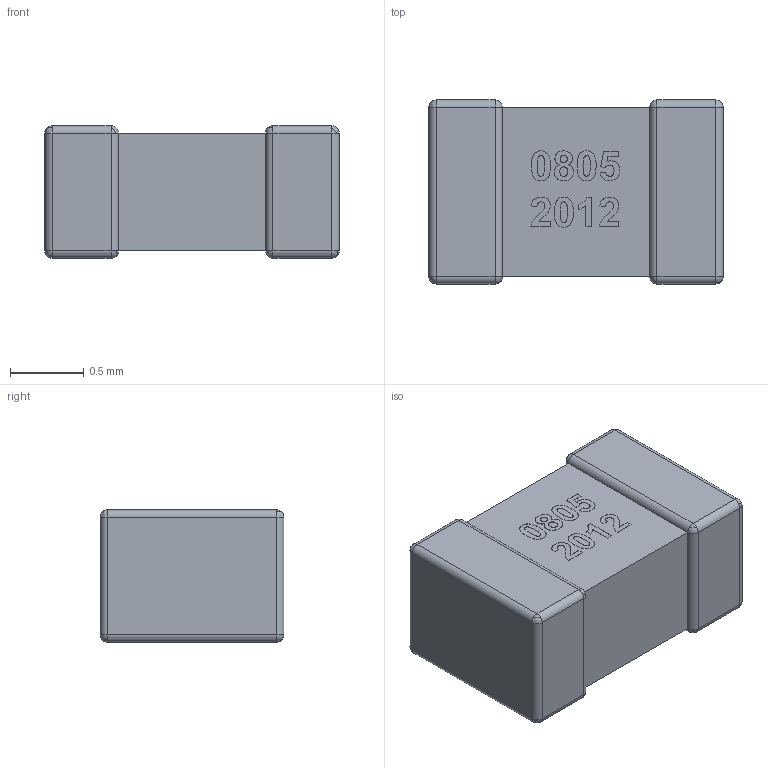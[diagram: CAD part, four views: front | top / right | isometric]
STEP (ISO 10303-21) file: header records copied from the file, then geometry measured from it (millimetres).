
FILE_DESCRIPTION(('FreeCAD Model'),'2;1');
FILE_NAME('Cap_0805_2012.step','2016-02-15T14:30:07',('Author'),(''), 'Open CASCADE STEP processor 6.8','FreeCAD','Unknown');
FILE_SCHEMA(('AUTOMOTIVE_DESIGN_CC2 { 1 2 10303 214 -1 1 5 4 }'));
Length unit declared in the file: millimetre
Products named in the file (2): ASSEMBLY; User_Library-CapCeramic_Kemet_0805_2012
Assembly tree (1 placements, depth 2):
  ASSEMBLY
    User_Library-CapCeramic_Kemet_0805_2012
Bounding box: 2 x 1.25 x 0.9 mm (x, y, z)
Volume: 2 mm3; surface area: 10.4 mm2
Topology: 1 solids, 1 shells, 178 faces, 437 edges, 262 vertices
Faces by surface type: bspline 107, plane 47, cylinder 24
Entity records: 23700 total; most frequent: CARTESIAN_POINT 15620, ORIENTED_EDGE 850, PCURVE 850, DEFINITIONAL_REPRESENTATION 850, B_SPLINE_CURVE_WITH_KNOTS 845, DIRECTION 646, EDGE_CURVE 425, SURFACE_CURVE 425
